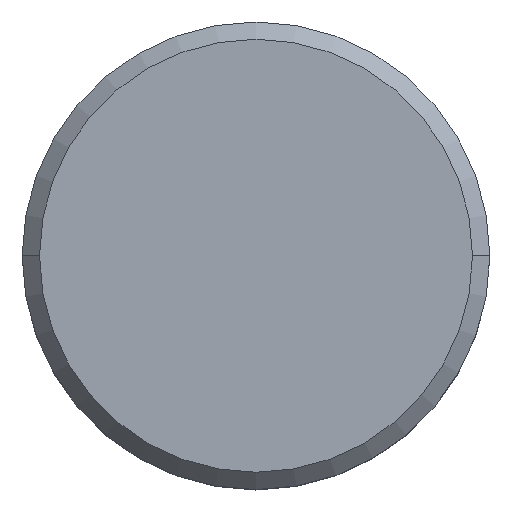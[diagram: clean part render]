
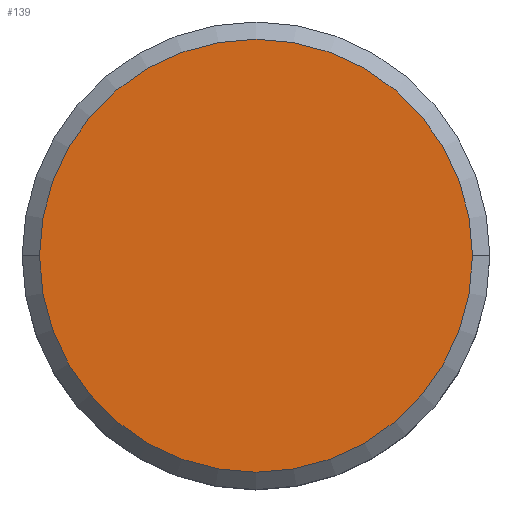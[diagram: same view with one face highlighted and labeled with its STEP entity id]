
A CAD part, top view. The second image highlights one B-rep face of the part: STEP entity #139.
In plain terms, the highlighted planar face has unit normal (0, 0, 1).
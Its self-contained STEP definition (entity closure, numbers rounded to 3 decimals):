
#2 = DIRECTION ( 'NONE',  ( 0., 0., 1. ) ) ;
#37 = ORIENTED_EDGE ( 'NONE', *, *, #392, .T. ) ;
#55 = CARTESIAN_POINT ( 'NONE',  ( 0., 0., 25. ) ) ;
#76 = DIRECTION ( 'NONE',  ( 1., 0., 0. ) ) ;
#106 = DIRECTION ( 'NONE',  ( 1., 0., 0. ) ) ;
#118 = CARTESIAN_POINT ( 'NONE',  ( 26., 5., 25. ) ) ;
#127 = EDGE_LOOP ( 'NONE', ( #589, #37 ) ) ;
#130 = CARTESIAN_POINT ( 'NONE',  ( 13.5, 5., 25. ) ) ;
#139 = ADVANCED_FACE ( 'NONE', ( #363 ), #472, .T. ) ;
#166 = CARTESIAN_POINT ( 'NONE',  ( 1., 5., 25. ) ) ;
#259 = AXIS2_PLACEMENT_3D ( 'NONE', #476, #423, #76 ) ;
#291 = EDGE_CURVE ( 'NONE', #386, #322, #463, .T. ) ;
#322 = VERTEX_POINT ( 'NONE', #118 ) ;
#363 = FACE_OUTER_BOUND ( 'NONE', #127, .T. ) ;
#386 = VERTEX_POINT ( 'NONE', #166 ) ;
#390 = DIRECTION ( 'NONE',  ( 0., 0., 1. ) ) ;
#392 = EDGE_CURVE ( 'NONE', #322, #386, #548, .T. ) ;
#394 = DIRECTION ( 'NONE',  ( 1., 0., 0. ) ) ;
#403 = AXIS2_PLACEMENT_3D ( 'NONE', #130, #390, #394 ) ;
#423 = DIRECTION ( 'NONE',  ( 0., 0., 1. ) ) ;
#463 = CIRCLE ( 'NONE', #403, 12.5 ) ;
#472 = PLANE ( 'NONE',  #533 ) ;
#476 = CARTESIAN_POINT ( 'NONE',  ( 13.5, 5., 25. ) ) ;
#533 = AXIS2_PLACEMENT_3D ( 'NONE', #55, #2, #106 ) ;
#548 = CIRCLE ( 'NONE', #259, 12.5 ) ;
#589 = ORIENTED_EDGE ( 'NONE', *, *, #291, .T. ) ;
